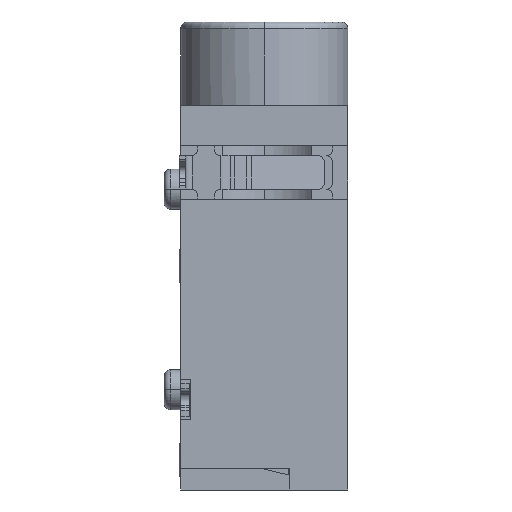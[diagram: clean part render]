
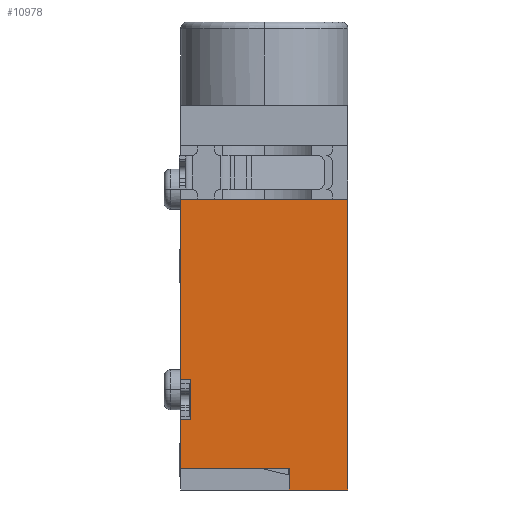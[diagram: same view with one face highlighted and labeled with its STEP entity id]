
A CAD part, left-side view. The second image highlights one B-rep face of the part: STEP entity #10978.
In plain terms, the highlighted planar face has unit normal (-1, 0, 0).
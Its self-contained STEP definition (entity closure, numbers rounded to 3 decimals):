
#1794=DIRECTION('',(0.,1.,0.));
#1795=VECTOR('',#1794,0.3);
#1796=CARTESIAN_POINT('',(-3.,-0.3,-4.8));
#1797=LINE('',#1796,#1795);
#1810=DIRECTION('',(0.,0.,-1.));
#1811=VECTOR('',#1810,1.2);
#1812=CARTESIAN_POINT('',(-3.,-0.3,-3.6));
#1813=LINE('',#1812,#1811);
#1814=DIRECTION('',(0.,1.,0.));
#1815=VECTOR('',#1814,3.25);
#1816=CARTESIAN_POINT('',(-3.,-3.25,-6.25));
#1817=LINE('',#1816,#1815);
#1818=DIRECTION('',(0.,0.,1.));
#1819=VECTOR('',#1818,1.45);
#1820=CARTESIAN_POINT('',(-3.,0.,-6.25));
#1821=LINE('',#1820,#1819);
#1822=DIRECTION('',(0.,1.,0.));
#1823=VECTOR('',#1822,0.3);
#1824=CARTESIAN_POINT('',(-3.,-0.3,-3.6));
#1825=LINE('',#1824,#1823);
#1826=DIRECTION('',(0.,0.,1.));
#1827=VECTOR('',#1826,5.4);
#1828=CARTESIAN_POINT('',(-3.,0.,-3.6));
#1829=LINE('',#1828,#1827);
#1830=DIRECTION('',(0.,-1.,0.));
#1831=VECTOR('',#1830,5.);
#1832=CARTESIAN_POINT('',(-3.,0.,1.8));
#1833=LINE('',#1832,#1831);
#1834=DIRECTION('',(0.,0.,-1.));
#1835=VECTOR('',#1834,0.65);
#1836=CARTESIAN_POINT('',(-3.,-3.25,-6.25));
#1837=LINE('',#1836,#1835);
#1862=DIRECTION('',(0.,-1.,0.));
#1863=VECTOR('',#1862,1.75);
#1864=CARTESIAN_POINT('',(-3.,-3.25,-6.9));
#1865=LINE('',#1864,#1863);
#2114=DIRECTION('',(0.,0.,1.));
#2115=VECTOR('',#2114,8.7);
#2116=CARTESIAN_POINT('',(-3.,-5.,-6.9));
#2117=LINE('',#2116,#2115);
#6619=CARTESIAN_POINT('',(-3.,0.,1.8));
#6620=VERTEX_POINT('',#6619);
#6621=CARTESIAN_POINT('',(-3.,0.,-3.6));
#6622=VERTEX_POINT('',#6621);
#6627=CARTESIAN_POINT('',(-3.,0.,-4.8));
#6628=VERTEX_POINT('',#6627);
#6629=CARTESIAN_POINT('',(-3.,0.,-6.25));
#6630=VERTEX_POINT('',#6629);
#6807=CARTESIAN_POINT('',(-3.,-3.25,-6.9));
#6808=VERTEX_POINT('',#6807);
#6809=CARTESIAN_POINT('',(-3.,-5.,-6.9));
#6810=VERTEX_POINT('',#6809);
#6855=CARTESIAN_POINT('',(-3.,-5.,1.8));
#6856=VERTEX_POINT('',#6855);
#6957=CARTESIAN_POINT('',(-3.,-0.3,-3.6));
#6958=VERTEX_POINT('',#6957);
#6963=CARTESIAN_POINT('',(-3.,-3.25,-6.25));
#6964=VERTEX_POINT('',#6963);
#6965=CARTESIAN_POINT('',(-3.,-0.3,-4.8));
#6966=VERTEX_POINT('',#6965);
#10954=CARTESIAN_POINT('',(-3.,0.,-6.9));
#10955=DIRECTION('',(-1.,0.,0.));
#10956=DIRECTION('',(0.,0.,1.));
#10957=AXIS2_PLACEMENT_3D('',#10954,#10955,#10956);
#10958=PLANE('',#10957);
#10960=ORIENTED_EDGE('',*,*,#10959,.F.);
#10962=ORIENTED_EDGE('',*,*,#10961,.T.);
#10964=ORIENTED_EDGE('',*,*,#10963,.T.);
#10965=ORIENTED_EDGE('',*,*,#10933,.F.);
#10966=ORIENTED_EDGE('',*,*,#10948,.F.);
#10967=ORIENTED_EDGE('',*,*,#10631,.T.);
#10969=ORIENTED_EDGE('',*,*,#10968,.T.);
#10971=ORIENTED_EDGE('',*,*,#10970,.T.);
#10973=ORIENTED_EDGE('',*,*,#10972,.F.);
#10975=ORIENTED_EDGE('',*,*,#10974,.F.);
#10976=EDGE_LOOP('',(#10960,#10962,#10964,#10965,#10966,#10967,#10969,#10971,
#10973,#10975));
#10977=FACE_OUTER_BOUND('',#10976,.F.);
#10631=EDGE_CURVE('',#6958,#6622,#1825,.T.);
#10933=EDGE_CURVE('',#6966,#6628,#1797,.T.);
#10948=EDGE_CURVE('',#6958,#6966,#1813,.T.);
#10959=EDGE_CURVE('',#6964,#6808,#1837,.T.);
#10961=EDGE_CURVE('',#6964,#6630,#1817,.T.);
#10963=EDGE_CURVE('',#6630,#6628,#1821,.T.);
#10968=EDGE_CURVE('',#6622,#6620,#1829,.T.);
#10970=EDGE_CURVE('',#6620,#6856,#1833,.T.);
#10972=EDGE_CURVE('',#6810,#6856,#2117,.T.);
#10974=EDGE_CURVE('',#6808,#6810,#1865,.T.);
#10978=ADVANCED_FACE('',(#10977),#10958,.T.);
